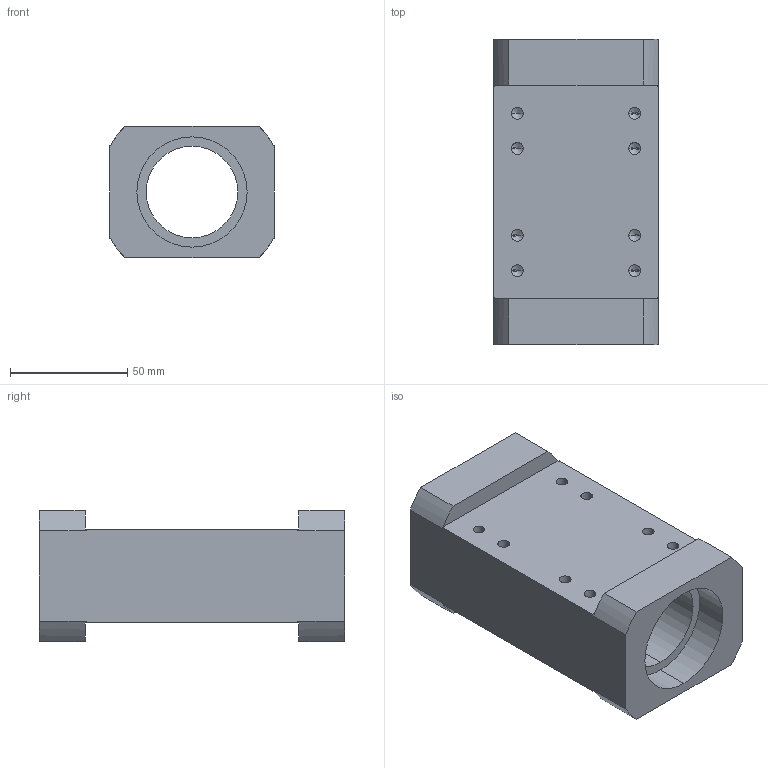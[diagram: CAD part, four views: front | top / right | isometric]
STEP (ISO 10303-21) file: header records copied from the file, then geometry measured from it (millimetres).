
FILE_DESCRIPTION (( 'STEP AP214' ), '1' );
FILE_NAME ('Tube fourche (002-029).STEP', '2015-11-12T16:36:23', ( 'UTILISATEUR' ), ( '' ), 'SwSTEP 2.0', 'SolidWorks 2012', '' );
FILE_SCHEMA (( 'AUTOMOTIVE_DESIGN' ));
Length unit declared in the file: millimetre
Products named in the file (1): Tube fourche (002-029)
Bounding box: 70 x 130 x 56 mm (x, y, z)
Volume: 228457.5 mm3; surface area: 56925 mm2
Topology: 1 solids, 1 shells, 102 faces, 262 edges, 148 vertices
Faces by surface type: cylinder 46, cone 32, plane 24
Entity records: 3256 total; most frequent: DIRECTION 536, CARTESIAN_POINT 481, ORIENTED_EDGE 460, EDGE_CURVE 230, AXIS2_PLACEMENT_3D 203, VERTEX_POINT 148, VECTOR 130, LINE 130
